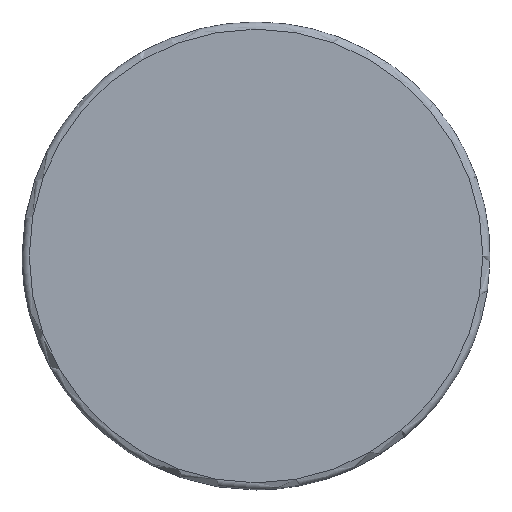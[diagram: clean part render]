
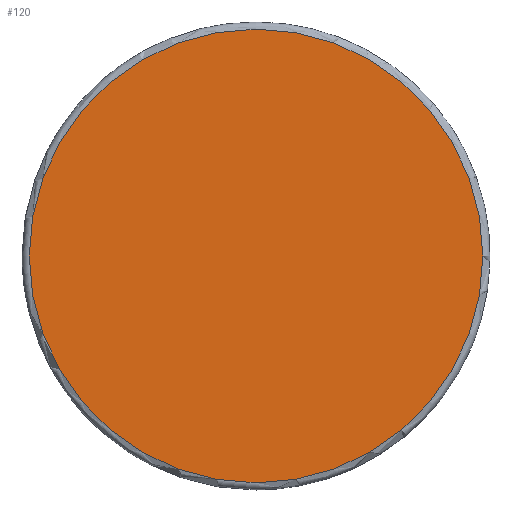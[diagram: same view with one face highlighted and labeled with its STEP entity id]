
A CAD part, left-side view. The second image highlights one B-rep face of the part: STEP entity #120.
In plain terms, the highlighted planar face has unit normal (-1, 0, 0).
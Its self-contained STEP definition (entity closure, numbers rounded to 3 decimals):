
#105=PLANE('',#244);
#120=ADVANCED_FACE('',(#127),#105,.F.);
#127=FACE_OUTER_BOUND('',#149,.T.);
#149=EDGE_LOOP('',(#171));
#171=ORIENTED_EDGE('',*,*,#182,.F.);
#182=EDGE_CURVE('',#222,#222,#191,.T.);
#191=CIRCLE('',#242,31.5);
#222=VERTEX_POINT('',#388);
#242=AXIS2_PLACEMENT_3D('',#387,#283,#284);
#244=AXIS2_PLACEMENT_3D('',#390,#287,#288);
#283=DIRECTION('',(1.,0.,0.));
#284=DIRECTION('',(0.,0.,-1.));
#287=DIRECTION('',(1.,0.,0.));
#288=DIRECTION('',(0.,0.,-1.));
#387=CARTESIAN_POINT('',(180.,130.,0.));
#388=CARTESIAN_POINT('',(180.,130.,-31.5));
#390=CARTESIAN_POINT('',(180.,130.,0.));
